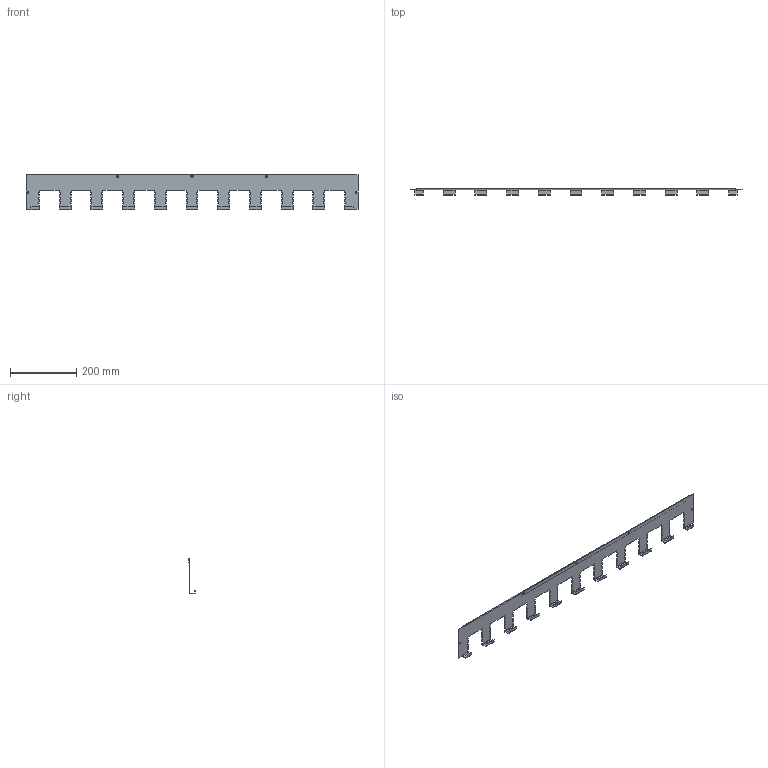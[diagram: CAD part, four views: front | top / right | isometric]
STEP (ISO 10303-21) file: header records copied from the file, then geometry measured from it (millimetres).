
FILE_DESCRIPTION (( 'STEP AP203' ), '1' );
FILE_NAME ('QB04C079.STEP', '2017-08-29T14:10:32', ( '' ), ( '' ), 'SwSTEP 2.0', 'SolidWorks 2016', '' );
FILE_SCHEMA (( 'CONFIG_CONTROL_DESIGN' ));
Length unit declared in the file: millimetre
Products named in the file (1): QB04C079
Bounding box: 1000 x 18.75 x 107.99 mm (x, y, z)
Volume: 122595.9 mm3; surface area: 187801.7 mm2
Topology: 1 solids, 1 shells, 570 faces, 1526 edges, 958 vertices
Faces by surface type: plane 508, cylinder 62
Entity records: 17401 total; most frequent: CARTESIAN_POINT 3055, ORIENTED_EDGE 3052, DIRECTION 2794, EDGE_CURVE 1526, VECTOR 1400, LINE 1400, VERTEX_POINT 958, AXIS2_PLACEMENT_3D 697
